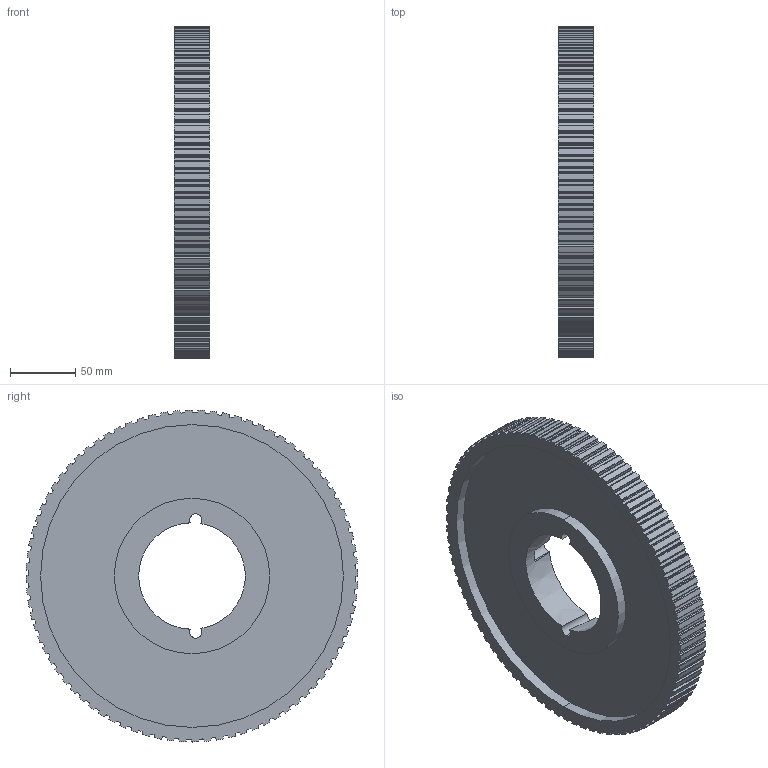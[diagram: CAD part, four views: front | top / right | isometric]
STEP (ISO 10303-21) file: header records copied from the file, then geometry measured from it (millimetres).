
FILE_DESCRIPTION (( 'STEP AP214' ), '1' );
FILE_NAME ('STL84L100A-2517.step', '2016-05-09T16:06:01', ( '' ), ( '' ), 'SwSTEP 2.0', 'SolidWorks 2015', '' );
FILE_SCHEMA (( 'AUTOMOTIVE_DESIGN' ));
Length unit declared in the file: millimetre
Products named in the file (1): STL84L100A-2517
Bounding box: 27.33 x 254 x 254 mm (x, y, z)
Volume: 715328.4 mm3; surface area: 141906.9 mm2
Topology: 1 solids, 1 shells, 762 faces, 2268 edges, 1512 vertices
Faces by surface type: cylinder 501, plane 259, cone 2
Entity records: 26072 total; most frequent: DIRECTION 4796, CARTESIAN_POINT 4569, ORIENTED_EDGE 4536, EDGE_CURVE 2268, AXIS2_PLACEMENT_3D 1771, VERTEX_POINT 1512, VECTOR 1254, LINE 1254
